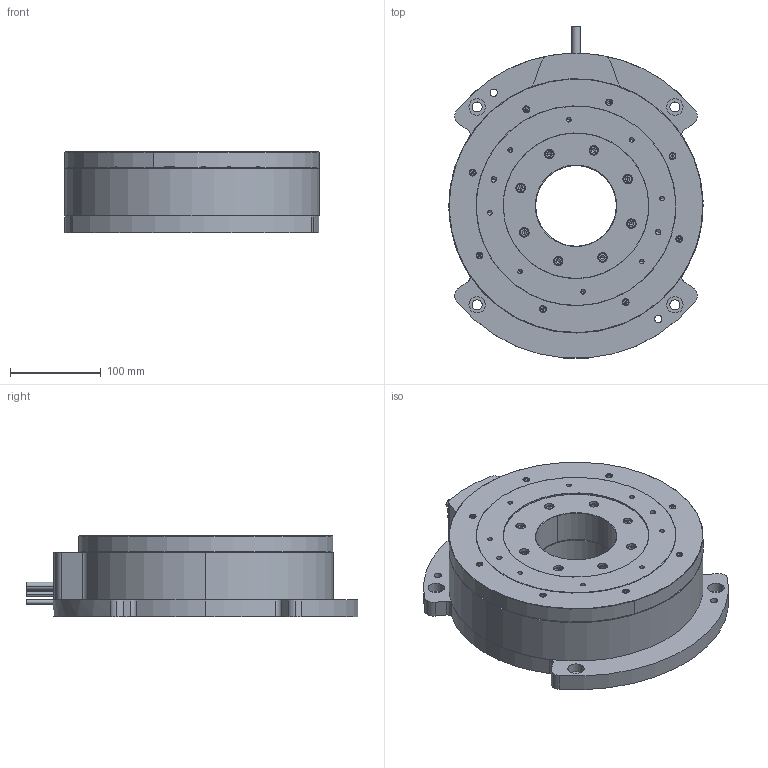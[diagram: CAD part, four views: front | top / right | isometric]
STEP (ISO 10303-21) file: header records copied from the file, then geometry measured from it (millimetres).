
FILE_DESCRIPTION (( 'STEP AP203' ), '1' );
FILE_NAME ('ZWD280-总装配-A00-新款雷尼绍码盘-model.STEP', '2023-04-13T12:22:27', ( '' ), ( '' ), 'SwSTEP 2.0', 'SolidWorks 2020', '' );
FILE_SCHEMA (( 'CONFIG_CONTROL_DESIGN' ));
Length unit declared in the file: millimetre
Products named in the file (9): ZWD280-总装配-A00-新款雷尼绍码盘-model; hexagon socket head cap screws gb_GB_FASTENER_SCREWS_HSHCS M4X20-N; ZWD280-光编安装座-A00-新款雷尼绍码盘-model; ZWD280-灌胶定子-A00-新款雷尼绍码盘-model; ZWD280-圆底座-A00-新款雷尼绍码盘-model; hexagon socket head cap screws gb_GB_FASTENER_SCREWS_HSHCS M5X12-N; hexagon socket head cap screws gb_GB_FASTENER_SCREWS_HSHCS M4X8-N; ZWD280-转盘-A00-新款雷尼绍码盘-model; hexagon socket head cap screws gb_GB_FASTENER_SCREWS_HSHCS M6X40-N
Assembly tree (42 placements, depth 2):
  ZWD280-总装配-A00-新款雷尼绍码盘-model
    ZWD280-灌胶定子-A00-新款雷尼绍码盘-model
    ZWD280-圆底座-A00-新款雷尼绍码盘-model
    ZWD280-光编安装座-A00-新款雷尼绍码盘-model
    ZWD280-转盘-A00-新款雷尼绍码盘-model
    hexagon socket head cap screws gb_GB_FASTENER_SCREWS_HSHCS M6X40-N  x8
    hexagon socket head cap screws gb_GB_FASTENER_SCREWS_HSHCS M4X20-N  x18
    hexagon socket head cap screws gb_GB_FASTENER_SCREWS_HSHCS M5X12-N  x4
    hexagon socket head cap screws gb_GB_FASTENER_SCREWS_HSHCS M4X8-N  x8
Bounding box: 280 x 365.44 x 90 mm (x, y, z)
Volume: 3939447.3 mm3; surface area: 590837.9 mm2
Topology: 45 solids, 45 shells, 1799 faces, 4070 edges, 2390 vertices
Faces by surface type: plane 684, cylinder 570, cone 469, torus 76
Entity records: 28248 total; most frequent: DIRECTION 5169, CARTESIAN_POINT 4376, ORIENTED_EDGE 4100, AXIS2_PLACEMENT_3D 2129, EDGE_CURVE 2050, VERTEX_POINT 1268, EDGE_LOOP 1194, CIRCLE 1135
